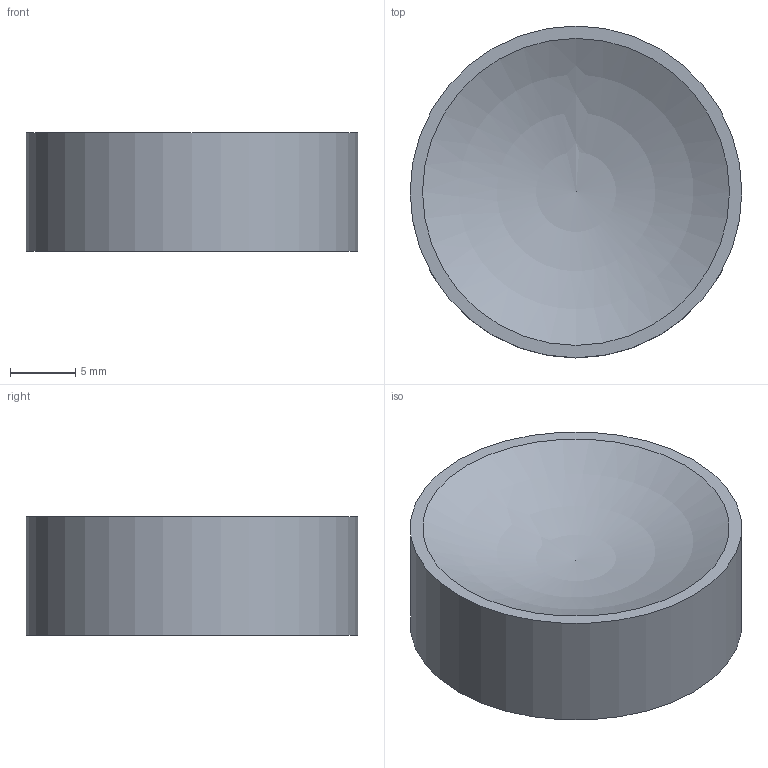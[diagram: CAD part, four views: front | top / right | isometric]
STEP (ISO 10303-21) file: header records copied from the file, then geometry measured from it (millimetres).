
FILE_DESCRIPTION(('STEP AP214'),'1');
FILE_NAME('114-1204E.stp','2021-09-28T13:17:23',(' '),('ZEMAX'),'Spatial InterOp 3D',' ',' ');
FILE_SCHEMA(('AUTOMOTIVE_DESIGN { 1 0 10303 214 1 1 1 1 }'));
Length unit declared in the file: millimetre
Products named in the file (2): 114-1204E.zmx; surfaces 1,2
Assembly tree (1 placements, depth 2):
  114-1204E.zmx
    surfaces 1,2
Bounding box: 25.4 x 25.4 x 9.06 mm (x, y, z)
Volume: 3248.8 mm3; surface area: 1794.6 mm2
Topology: 1 solids, 1 shells, 5 faces, 13 edges, 10 vertices
Faces by surface type: plane 2, sphere 2, cylinder 1
Full cylindrical faces by diameter (mm): 25.4 x1
Entity records: 157 total; most frequent: DIRECTION 26, CARTESIAN_POINT 19, AXIS2_PLACEMENT_3D 13, ORIENTED_EDGE 12, EDGE_LOOP 8, EDGE_CURVE 6, VERTEX_POINT 6, CIRCLE 6
